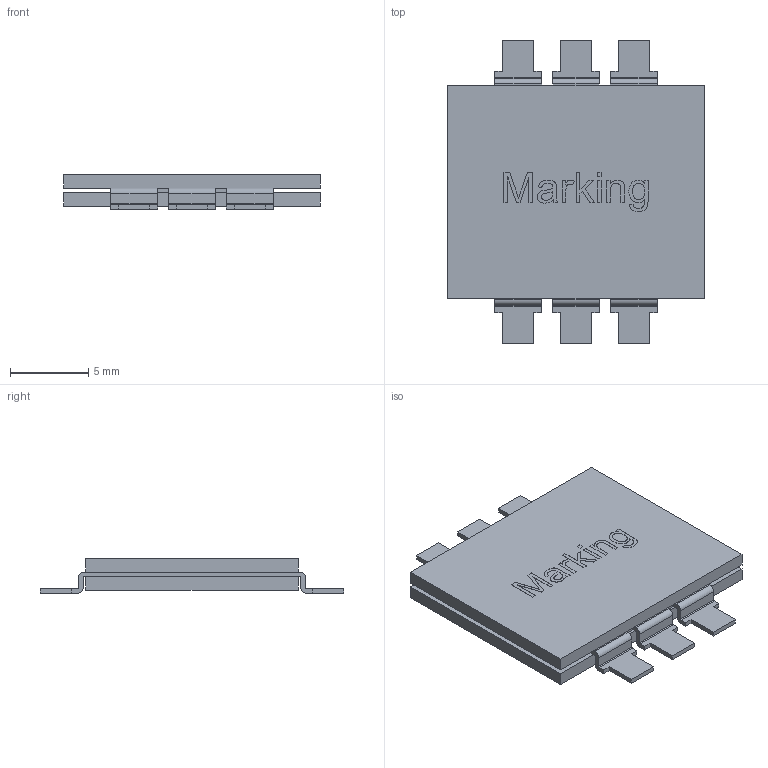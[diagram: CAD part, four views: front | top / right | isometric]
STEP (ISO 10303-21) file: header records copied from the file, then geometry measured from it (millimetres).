
FILE_DESCRIPTION(/* description */ ('Unknown'),/* implementation_level */ '2;1');
FILE_NAME(/* name */ '7443182100',/* time_stamp */ '2018-08-24T10:03:51+02:00',/* author */ ('Unknown'),/* organization */ ('Unknown'),/* preprocessor_version */ 'ST-DEVELOPER v16.7',/* originating_system */ 'DEX',/* authorisation */ $);
FILE_SCHEMA (('AUTOMOTIVE_DESIGN {1 0 10303 214 3 1 1}'));
Length unit declared in the file: millimetre
Products named in the file (4): 7443182100; Ferrite_2; contact; Ferrite
Assembly tree (3 placements, depth 2):
  7443182100
    Ferrite_2
    contact
    Ferrite
Bounding box: 16.4 x 19.4 x 2.2 mm (x, y, z)
Volume: 438.2 mm3; surface area: 1417 mm2
Topology: 3 solids, 3 shells, 178 faces, 486 edges, 324 vertices
Faces by surface type: plane 138, cylinder 24, bspline 16
Entity records: 6873 total; most frequent: CARTESIAN_POINT 1965, ORIENTED_EDGE 970, DIRECTION 741, EDGE_CURVE 485, VERTEX_POINT 324, LINE 313, VECTOR 313, AXIS2_PLACEMENT_3D 214
